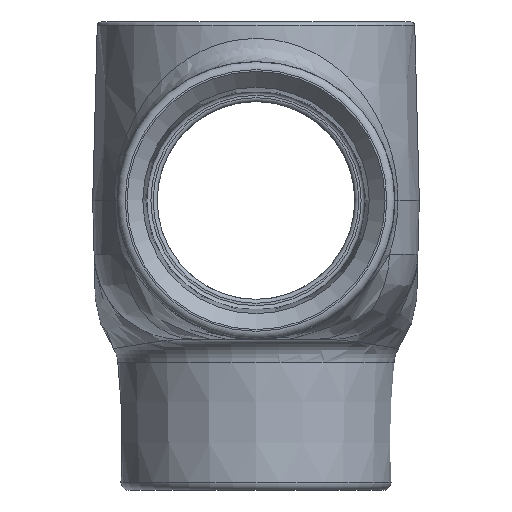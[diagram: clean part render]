
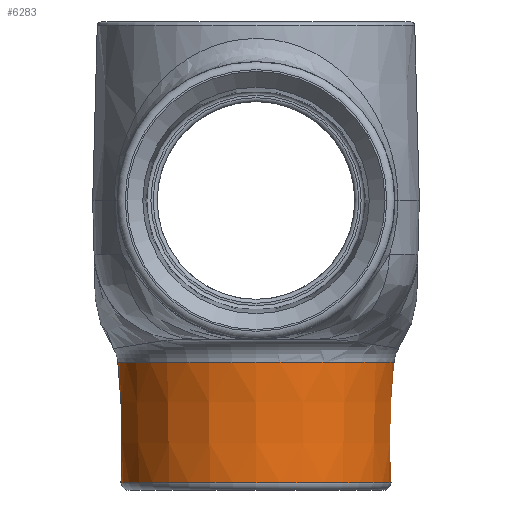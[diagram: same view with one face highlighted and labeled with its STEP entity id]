
A CAD part, left-side view. The second image highlights one B-rep face of the part: STEP entity #6283.
In plain terms, the highlighted conical face has half-angle 1.5 degrees and reference radius 27.775 mm.
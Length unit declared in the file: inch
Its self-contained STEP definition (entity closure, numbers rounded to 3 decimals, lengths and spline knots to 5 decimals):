
#92=FACE_BOUND('',#1951,.T.);
#111=CONICAL_SURFACE('',#6873,1.0935,0.026);
#1521=FACE_OUTER_BOUND('',#1950,.T.);
#1950=EDGE_LOOP('',(#4975));
#1951=EDGE_LOOP('',(#4976));
#2563=CIRCLE('',#6871,1.06395);
#2565=CIRCLE('',#6874,1.08872);
#2980=VERTEX_POINT('',#11265);
#2982=VERTEX_POINT('',#11270);
#3710=EDGE_CURVE('',#2980,#2980,#2563,.T.);
#3712=EDGE_CURVE('',#2982,#2982,#2565,.T.);
#4975=ORIENTED_EDGE('',*,*,#3712,.F.);
#4976=ORIENTED_EDGE('',*,*,#3710,.F.);
#6283=ADVANCED_FACE('',(#1521,#92),#111,.T.);
#6871=AXIS2_PLACEMENT_3D('',#11266,#7957,#7958);
#6873=AXIS2_PLACEMENT_3D('',#11269,#7961,#7962);
#6874=AXIS2_PLACEMENT_3D('',#11271,#7963,#7964);
#7957=DIRECTION('center_axis',(0.,0.,-1.));
#7958=DIRECTION('ref_axis',(1.,0.,0.));
#7961=DIRECTION('center_axis',(0.,0.,1.));
#7962=DIRECTION('ref_axis',(-1.,0.,0.));
#7963=DIRECTION('center_axis',(0.,0.,1.));
#7964=DIRECTION('ref_axis',(-1.,0.,0.));
#11265=CARTESIAN_POINT('',(-1.06395,0.,-3.6286));
#11266=CARTESIAN_POINT('Origin',(0.,0.,-3.6286));
#11269=CARTESIAN_POINT('Origin',(0.,0.,-2.5));
#11270=CARTESIAN_POINT('',(1.08872,0.,-2.68259));
#11271=CARTESIAN_POINT('Origin',(0.,0.,-2.68259));
